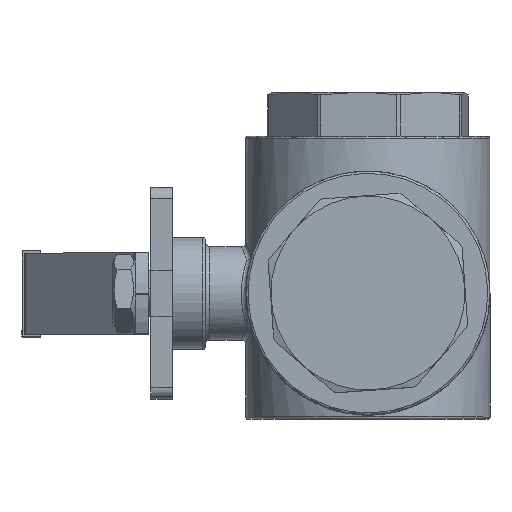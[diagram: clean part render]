
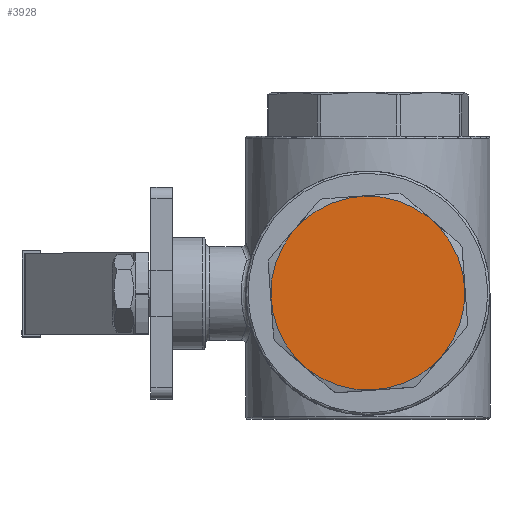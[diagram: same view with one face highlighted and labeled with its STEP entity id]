
A CAD part, top view. The second image highlights one B-rep face of the part: STEP entity #3928.
In plain terms, the highlighted planar face has unit normal (0, 0, 1).
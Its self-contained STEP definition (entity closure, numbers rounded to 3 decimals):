
#317=FACE_OUTER_BOUND('',#544,.T.);
#544=EDGE_LOOP('',(#2893));
#760=CIRCLE('',#4238,42.883);
#1656=VERTEX_POINT('',#6148);
#2098=EDGE_CURVE('',#1656,#1656,#760,.T.);
#2893=ORIENTED_EDGE('',*,*,#2098,.T.);
#3564=PLANE('',#4239);
#3928=ADVANCED_FACE('',(#317),#3564,.T.);
#4238=AXIS2_PLACEMENT_3D('',#6149,#4934,#4935);
#4239=AXIS2_PLACEMENT_3D('',#6151,#4937,#4938);
#4934=DIRECTION('center_axis',(0.,0.,1.));
#4935=DIRECTION('ref_axis',(-0.949,0.315,0.));
#4937=DIRECTION('center_axis',(0.,0.,1.));
#4938=DIRECTION('ref_axis',(-0.315,-0.949,0.));
#6148=CARTESIAN_POINT('',(40.707,-13.487,88.8));
#6149=CARTESIAN_POINT('Origin',(0.,0.,88.8));
#6151=CARTESIAN_POINT('Origin',(-37.487,12.421,88.8));
